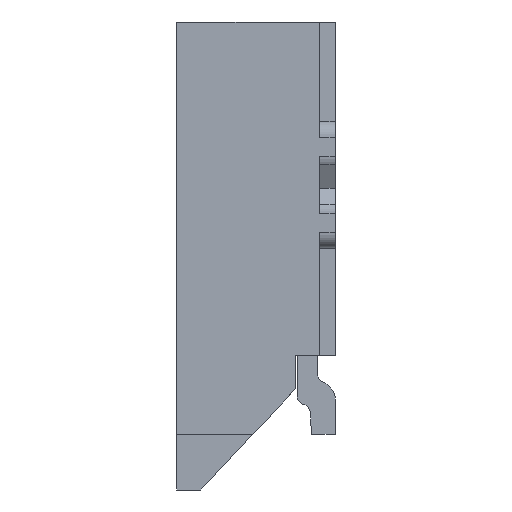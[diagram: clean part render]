
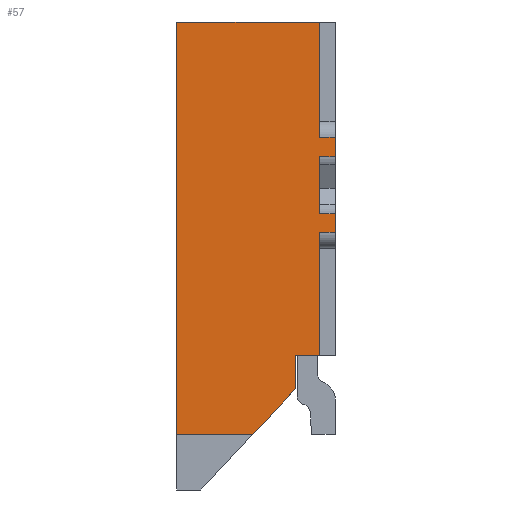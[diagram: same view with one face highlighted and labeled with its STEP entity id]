
A CAD part, left-side view. The second image highlights one B-rep face of the part: STEP entity #57.
In plain terms, the highlighted planar face has unit normal (-1, 0, 0).
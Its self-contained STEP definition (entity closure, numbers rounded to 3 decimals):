
#57=ADVANCED_FACE('',(#876),#877,.T.);
#876=FACE_OUTER_BOUND('',#2521,.T.);
#877=PLANE('',#2522);
#2521=EDGE_LOOP('',(#4248,#4249,#4250,#4251,#4252,#4253,#4254,#4255,#4256,#4257,#4258,#4259,#4260,#4261,#4262));
#2522=AXIS2_PLACEMENT_3D('',#4263,#4264,#4265);
#4248=ORIENTED_EDGE('',*,*,#11105,.T.);
#4249=ORIENTED_EDGE('',*,*,#11140,.T.);
#4250=ORIENTED_EDGE('',*,*,#11141,.T.);
#4251=ORIENTED_EDGE('',*,*,#11142,.T.);
#4252=ORIENTED_EDGE('',*,*,#11100,.T.);
#4253=ORIENTED_EDGE('',*,*,#11143,.T.);
#4254=ORIENTED_EDGE('',*,*,#11144,.T.);
#4255=ORIENTED_EDGE('',*,*,#11145,.T.);
#4256=ORIENTED_EDGE('',*,*,#11146,.F.);
#4257=ORIENTED_EDGE('',*,*,#11139,.F.);
#4258=ORIENTED_EDGE('',*,*,#11147,.T.);
#4259=ORIENTED_EDGE('',*,*,#11117,.T.);
#4260=ORIENTED_EDGE('',*,*,#11148,.F.);
#4261=ORIENTED_EDGE('',*,*,#11149,.T.);
#4262=ORIENTED_EDGE('',*,*,#11150,.T.);
#4263=CARTESIAN_POINT('',(-9.25,0.0,-5.9));
#4264=DIRECTION('',(-1.0,0.0,0.0));
#4265=DIRECTION('',(0.0,0.0,1.0));
#11100=EDGE_CURVE('',#13382,#13380,#13383,.T.);
#11105=EDGE_CURVE('',#13392,#13390,#13393,.T.);
#11117=EDGE_CURVE('',#13415,#13412,#13416,.T.);
#11139=EDGE_CURVE('',#13454,#13452,#13456,.T.);
#11140=EDGE_CURVE('',#13390,#13457,#13458,.T.);
#11141=EDGE_CURVE('',#13457,#13459,#13460,.T.);
#11142=EDGE_CURVE('',#13459,#13382,#13461,.T.);
#11143=EDGE_CURVE('',#13380,#13462,#13463,.T.);
#11144=EDGE_CURVE('',#13462,#13464,#13465,.T.);
#11145=EDGE_CURVE('',#13464,#13466,#13467,.T.);
#11146=EDGE_CURVE('',#13452,#13466,#13468,.T.);
#11147=EDGE_CURVE('',#13454,#13415,#13469,.T.);
#11148=EDGE_CURVE('',#13470,#13412,#13471,.T.);
#11149=EDGE_CURVE('',#13470,#13472,#13473,.T.);
#11150=EDGE_CURVE('',#13472,#13392,#13474,.T.);
#13380=VERTEX_POINT('',#17132);
#13382=VERTEX_POINT('',#17134);
#13383=LINE('',#17135,#17136);
#13390=VERTEX_POINT('',#17145);
#13392=VERTEX_POINT('',#17147);
#13393=LINE('',#17148,#17149);
#13412=VERTEX_POINT('',#17177);
#13415=VERTEX_POINT('',#17181);
#13416=LINE('',#17182,#17183);
#13452=VERTEX_POINT('',#17238);
#13454=VERTEX_POINT('',#17241);
#13456=LINE('',#17244,#17245);
#13457=VERTEX_POINT('',#17246);
#13458=LINE('',#17247,#17248);
#13459=VERTEX_POINT('',#17249);
#13460=LINE('',#17250,#17251);
#13461=LINE('',#17252,#17253);
#13462=VERTEX_POINT('',#17254);
#13463=LINE('',#17255,#17256);
#13464=VERTEX_POINT('',#17257);
#13465=LINE('',#17258,#17259);
#13466=VERTEX_POINT('',#17260);
#13467=LINE('',#17261,#17262);
#13468=LINE('',#17263,#17264);
#13469=LINE('',#17265,#17266);
#13470=VERTEX_POINT('',#17267);
#13471=LINE('',#17268,#17269);
#13472=VERTEX_POINT('',#17270);
#13473=LINE('',#17271,#17272);
#13474=LINE('',#17273,#17274);
#17132=CARTESIAN_POINT('',(-9.25,0.0,-1.45));
#17134=CARTESIAN_POINT('',(-9.25,0.0,-1.696));
#17135=CARTESIAN_POINT('',(-9.25,0.0,-1.696));
#17136=VECTOR('',#22702,0.246);
#17145=CARTESIAN_POINT('',(-9.25,0.0,-2.419));
#17147=CARTESIAN_POINT('',(-9.25,0.0,-2.65));
#17148=CARTESIAN_POINT('',(-9.25,0.0,-2.65));
#17149=VECTOR('',#22711,0.231);
#17177=CARTESIAN_POINT('',(-9.25,0.5,-4.2));
#17181=CARTESIAN_POINT('',(-9.25,0.5,-4.624));
#17182=CARTESIAN_POINT('',(-9.25,0.5,-4.624));
#17183=VECTOR('',#22725,0.424);
#17238=CARTESIAN_POINT('',(-9.25,2.0,-5.2));
#17241=CARTESIAN_POINT('',(-9.25,1.039,-5.2));
#17244=CARTESIAN_POINT('',(-9.25,1.039,-5.2));
#17245=VECTOR('',#22747,0.961);
#17246=CARTESIAN_POINT('',(-9.25,0.2,-2.419));
#17247=CARTESIAN_POINT('',(-9.25,0.0,-2.419));
#17248=VECTOR('',#22748,0.2);
#17249=CARTESIAN_POINT('',(-9.25,0.2,-1.696));
#17250=CARTESIAN_POINT('',(-9.25,0.2,-2.419));
#17251=VECTOR('',#22749,0.722);
#17252=CARTESIAN_POINT('',(-9.25,0.2,-1.696));
#17253=VECTOR('',#22750,0.2);
#17254=CARTESIAN_POINT('',(-9.25,0.2,-1.45));
#17255=CARTESIAN_POINT('',(-9.25,0.0,-1.45));
#17256=VECTOR('',#22751,0.2);
#17257=CARTESIAN_POINT('',(-9.25,0.2,0.0));
#17258=CARTESIAN_POINT('',(-9.25,0.2,-1.45));
#17259=VECTOR('',#22752,1.45);
#17260=CARTESIAN_POINT('',(-9.25,2.0,0.0));
#17261=CARTESIAN_POINT('',(-9.25,0.2,0.0));
#17262=VECTOR('',#22753,1.8);
#17263=CARTESIAN_POINT('',(-9.25,2.0,-5.2));
#17264=VECTOR('',#22754,5.2);
#17265=CARTESIAN_POINT('',(-9.25,1.039,-5.2));
#17266=VECTOR('',#22755,0.788);
#17267=CARTESIAN_POINT('',(-9.25,0.2,-4.2));
#17268=CARTESIAN_POINT('',(-9.25,0.2,-4.2));
#17269=VECTOR('',#22756,0.3);
#17270=CARTESIAN_POINT('',(-9.25,0.2,-2.65));
#17271=CARTESIAN_POINT('',(-9.25,0.2,-4.2));
#17272=VECTOR('',#22757,1.55);
#17273=CARTESIAN_POINT('',(-9.25,0.2,-2.65));
#17274=VECTOR('',#22758,0.2);
#22702=DIRECTION('',(0.0,0.0,1.0));
#22711=DIRECTION('',(0.0,0.0,1.0));
#22725=DIRECTION('',(0.0,0.0,1.0));
#22747=DIRECTION('',(0.0,1.0,0.0));
#22748=DIRECTION('',(0.0,1.0,0.0));
#22749=DIRECTION('',(0.0,0.0,1.0));
#22750=DIRECTION('',(0.0,-1.0,0.0));
#22751=DIRECTION('',(0.0,1.0,0.0));
#22752=DIRECTION('',(0.0,0.0,1.0));
#22753=DIRECTION('',(0.0,1.0,0.0));
#22754=DIRECTION('',(0.0,0.0,1.0));
#22755=DIRECTION('',(0.0,-0.683,0.73));
#22756=DIRECTION('',(0.0,1.0,0.0));
#22757=DIRECTION('',(0.0,0.0,1.0));
#22758=DIRECTION('',(0.0,-1.0,0.0));
